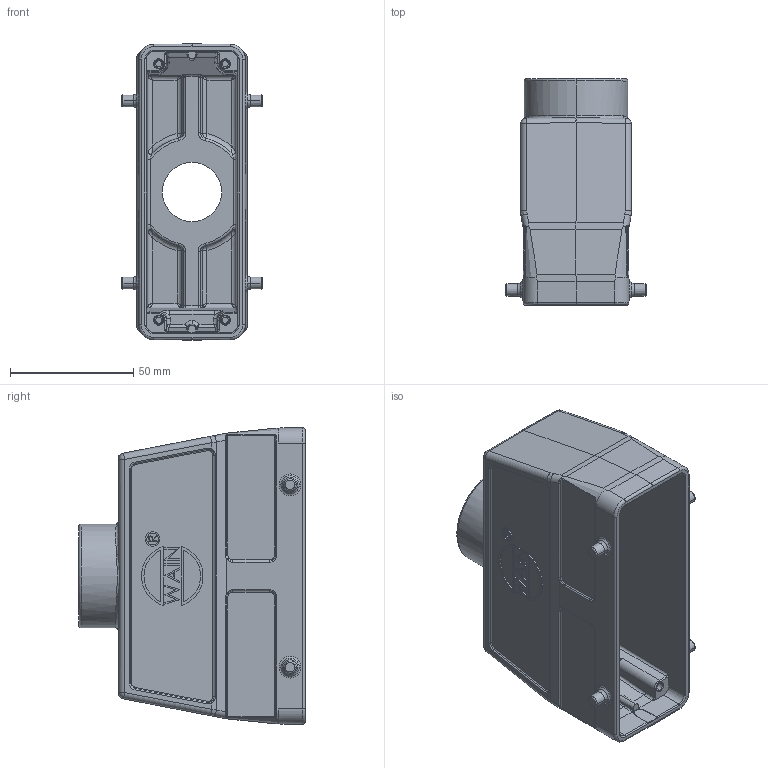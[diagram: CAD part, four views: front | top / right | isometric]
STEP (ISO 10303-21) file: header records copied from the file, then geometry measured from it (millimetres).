
FILE_DESCRIPTION((''),'2;1');
FILE_NAME('11','2020-09-25T',('dn.ye'),(''),'PRO/ENGINEER BY PARAMETRIC TECHNOLOGY CORPORATION, 2012480','PRO/ENGINEER BY PARAMETRIC TECHNOLOGY CORPORATION, 2012480','');
FILE_SCHEMA(('CONFIG_CONTROL_DESIGN'));
Length unit declared in the file: millimetre
Products named in the file (1): 11
Bounding box: 57 x 92 x 120.2 mm (x, y, z)
Volume: 107130.7 mm3; surface area: 56683.9 mm2
Topology: 1 solids, 1 shells, 729 faces, 1771 edges, 1056 vertices
Faces by surface type: plane 237, cylinder 197, bspline 142, torus 87, cone 48, extrusion 10, sphere 8
Entity records: 29543 total; most frequent: CARTESIAN_POINT 13598, ORIENTED_EDGE 3486, DIRECTION 3024, EDGE_CURVE 1743, AXIS2_PLACEMENT_3D 1114, VERTEX_POINT 1056, VECTOR 796, LINE 786
